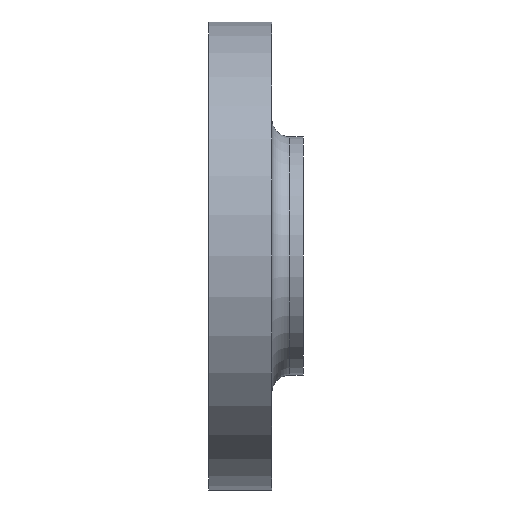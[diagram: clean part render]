
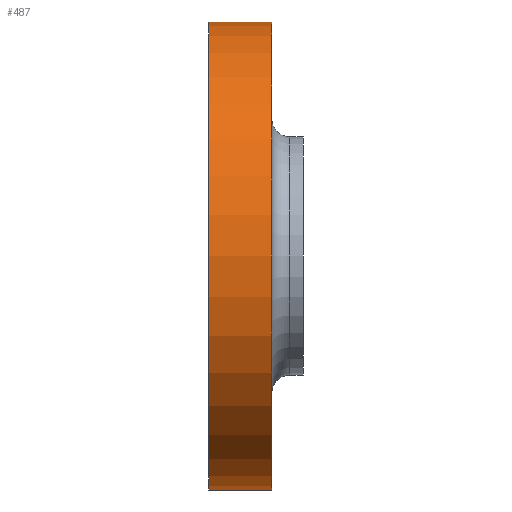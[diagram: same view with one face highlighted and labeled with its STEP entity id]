
A CAD part, front view. The second image highlights one B-rep face of the part: STEP entity #487.
In plain terms, the highlighted cylindrical face has radius 82.55 mm (diameter 165.1 mm), a partial arc.
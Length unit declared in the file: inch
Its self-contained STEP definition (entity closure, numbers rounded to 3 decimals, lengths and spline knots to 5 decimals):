
#14 = ORIENTED_EDGE ( 'NONE', *, *, #668, .F. ) ;
#17 = DIRECTION ( 'NONE',  ( -1., 0., 0. ) ) ;
#22 = ORIENTED_EDGE ( 'NONE', *, *, #985, .T. ) ;
#82 = AXIS2_PLACEMENT_3D ( 'NONE', #320, #1027, #556 ) ;
#85 = EDGE_CURVE ( 'NONE', #432, #1007, #677, .T. ) ;
#117 = CARTESIAN_POINT ( 'NONE',  ( 0.67486, 0., 0. ) ) ;
#140 = CARTESIAN_POINT ( 'NONE',  ( 0., 0., 0. ) ) ;
#153 = VECTOR ( 'NONE', #17, 39.37008 ) ;
#204 = CIRCLE ( 'NONE', #944, 3.25 ) ;
#217 = CYLINDRICAL_SURFACE ( 'NONE', #466, 3.25 ) ;
#289 = DIRECTION ( 'NONE',  ( 0., 0., 1. ) ) ;
#320 = CARTESIAN_POINT ( 'NONE',  ( 1.54986, 0., 0. ) ) ;
#322 = VECTOR ( 'NONE', #790, 39.37008 ) ;
#335 = CARTESIAN_POINT ( 'NONE',  ( 1.54986, 0., 3.25 ) ) ;
#343 = EDGE_LOOP ( 'NONE', ( #14, #503, #22, #555 ) ) ;
#372 = DIRECTION ( 'NONE',  ( -1., 0., 0. ) ) ;
#380 = CARTESIAN_POINT ( 'NONE',  ( 0.67486, 0., 3.25 ) ) ;
#381 = EDGE_CURVE ( 'NONE', #999, #900, #204, .T. ) ;
#393 = LINE ( 'NONE', #635, #322 ) ;
#432 = VERTEX_POINT ( 'NONE', #751 ) ;
#446 = DIRECTION ( 'NONE',  ( 0., 0., 1. ) ) ;
#466 = AXIS2_PLACEMENT_3D ( 'NONE', #140, #372, #446 ) ;
#487 = ADVANCED_FACE ( 'NONE', ( #1000 ), #217, .T. ) ;
#503 = ORIENTED_EDGE ( 'NONE', *, *, #85, .T. ) ;
#554 = CARTESIAN_POINT ( 'NONE',  ( 0.67486, 0., -3.25 ) ) ;
#555 = ORIENTED_EDGE ( 'NONE', *, *, #381, .F. ) ;
#556 = DIRECTION ( 'NONE',  ( 0., 0., 1. ) ) ;
#635 = CARTESIAN_POINT ( 'NONE',  ( 0., 0., 3.25 ) ) ;
#668 = EDGE_CURVE ( 'NONE', #432, #999, #817, .T. ) ;
#677 = CIRCLE ( 'NONE', #82, 3.25 ) ;
#751 = CARTESIAN_POINT ( 'NONE',  ( 1.54986, 0., -3.25 ) ) ;
#790 = DIRECTION ( 'NONE',  ( -1., 0., 0. ) ) ;
#817 = LINE ( 'NONE', #887, #153 ) ;
#887 = CARTESIAN_POINT ( 'NONE',  ( 0., 0., -3.25 ) ) ;
#900 = VERTEX_POINT ( 'NONE', #380 ) ;
#944 = AXIS2_PLACEMENT_3D ( 'NONE', #117, #993, #289 ) ;
#985 = EDGE_CURVE ( 'NONE', #1007, #900, #393, .T. ) ;
#993 = DIRECTION ( 'NONE',  ( -1., 0., 0. ) ) ;
#999 = VERTEX_POINT ( 'NONE', #554 ) ;
#1000 = FACE_OUTER_BOUND ( 'NONE', #343, .T. ) ;
#1007 = VERTEX_POINT ( 'NONE', #335 ) ;
#1027 = DIRECTION ( 'NONE',  ( -1., 0., 0. ) ) ;
